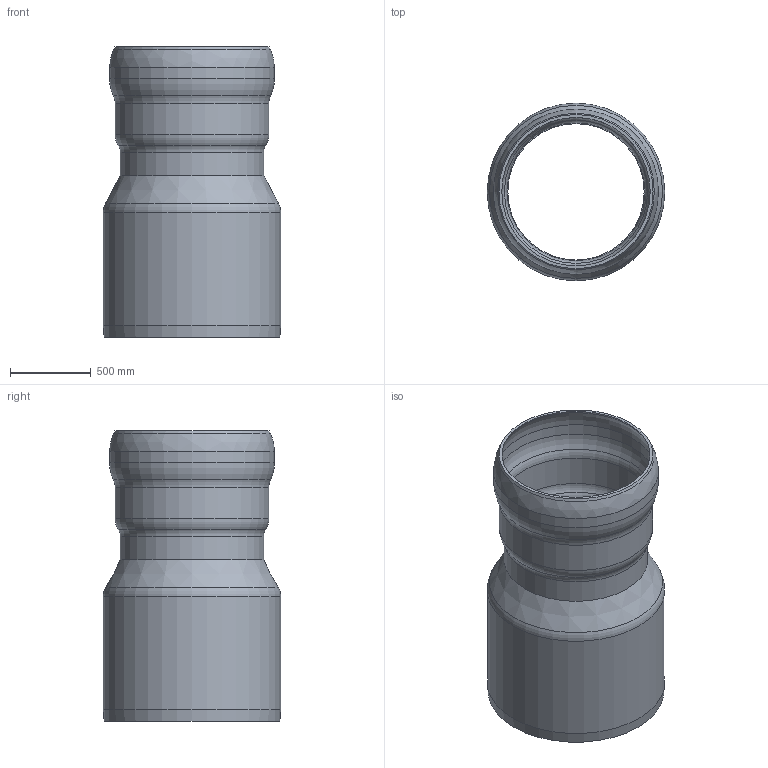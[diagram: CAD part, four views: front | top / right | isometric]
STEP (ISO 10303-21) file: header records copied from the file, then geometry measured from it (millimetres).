
FILE_DESCRIPTION(/* description */ (''),/* implementation_level */ '2;1');
FILE_NAME(/* name */ '00630.080X_3D.stp',/* time_stamp */ '2024-12-11T12:59:21+01:00',/* author */ ('CAD'),/* organization */ (''),/* preprocessor_version */ 'ST-DEVELOPER v20',/* originating_system */ 'AutoCAD Mechanical',/* authorisation */ '');
FILE_SCHEMA (('AUTOMOTIVE_DESIGN { 1 0 10303 214 3 1 1 }'));
Length unit declared in the file: centimetre
Products named in the file (1): Product
Bounding box: 1100 x 1100 x 1800 mm (x, y, z)
Volume: 106459804.2 mm3; surface area: 11861006.7 mm2
Topology: 2 solids, 2 shells, 30 faces, 72 edges, 46 vertices
Faces by surface type: torus 11, cylinder 7, cone 7, plane 4, bspline 1
Full cylindrical faces by diameter (mm): 858 x1, 890 x1, 920 x1, 952 x1, 990 x1, 1060 x1, 1100 x1
Entity records: 958 total; most frequent: DIRECTION 190, CARTESIAN_POINT 175, ORIENTED_EDGE 144, AXIS2_PLACEMENT_3D 88, EDGE_CURVE 72, CIRCLE 58, VERTEX_POINT 46, EDGE_LOOP 34
